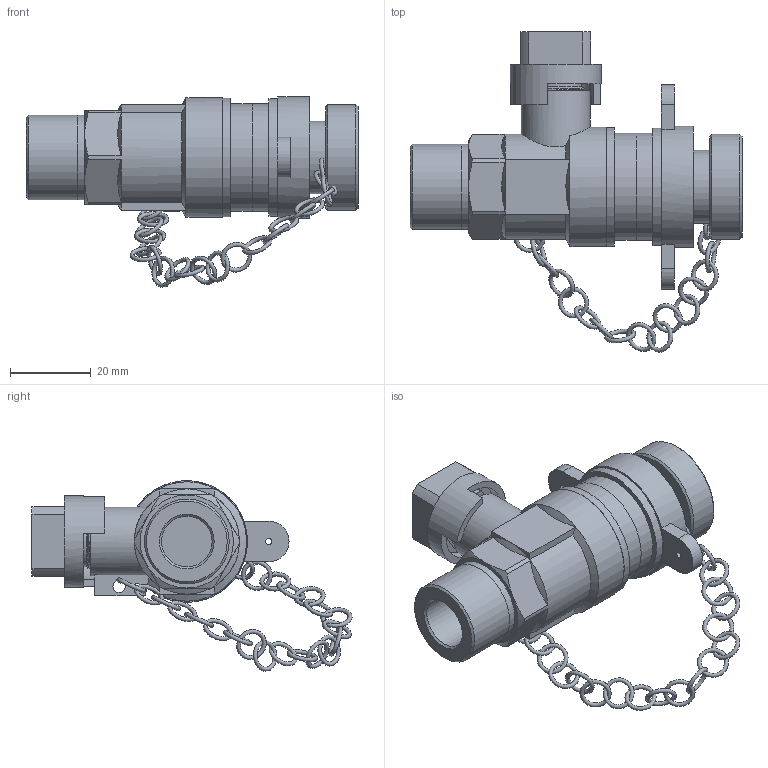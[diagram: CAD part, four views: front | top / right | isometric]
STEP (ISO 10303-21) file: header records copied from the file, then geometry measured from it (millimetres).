
FILE_DESCRIPTION(/* description */ ('Unknown'),/* implementation_level */ '2;1');
FILE_NAME(/* name */ '1534-04',/* time_stamp */ '2022-10-13T12:21:48+02:00',/* author */ ('Unknown'),/* organization */ ('Unknown'),/* preprocessor_version */ 'ST-DEVELOPER v16.7',/* originating_system */ 'Solid Edge',/* authorisation */ 'Unknown');
FILE_SCHEMA (('AUTOMOTIVE_DESIGN {1 0 10303 214 3 1 1}'));
Length unit declared in the file: millimetre
Products named in the file (36): 1534_m.Kette; Kette; kette.2.1; kette.1.1; kette.2.2; kette.1.2; kette.2.3; kette.1.3; kette.2.4; kette.1.4; kette.2.5; kette.1.5; kette.1.6; kette.1.2.1; kette.2.1.1; kette.2.6; kette.2.2.1; kette.1.1.1; kette.1.7; kette.1.2.2; kette.1.1.2; kette.2.1.2; kette.2.2.2; kette.2.7; kette.2; kette; kette.1; 1534_o.Kette_oa_0; 1514-01; S14; 1514-11; 1514-09; 1534-04_Verschlusskappe; 1514-05; 1514-02; 1514-10-schli_ckppe
Assembly tree (35 placements, depth 3):
  1534_m.Kette
    Kette
      kette.2.1
      kette.1.1
      kette.2.2
      kette.1.2
      kette.2.3
      kette.1.3
      kette.2.4
      kette.1.4
      kette.2.5
      kette.1.5
      kette.1.6
      kette.1.2.1
      kette.2.1.1
      kette.2.6
      kette.2.2.1
      kette.1.1.1
      kette.1.7
      kette.1.2.2
      kette.1.1.2
      kette.2.1.2
      kette.2.2.2
      kette.2.7
      kette.2
      kette
      kette.1
    1534_o.Kette_oa_0
      1514-01
      S14
      1514-11
      1514-09
      1534-04_Verschlusskappe
      1514-05
      1514-02
      1514-10-schli_ckppe
Bounding box: 82 x 79.05 x 47.05 mm (x, y, z)
Volume: 31828.8 mm3; surface area: 26270.6 mm2
Topology: 33 solids, 33 shells, 349 faces, 935 edges, 620 vertices
Faces by surface type: plane 110, cylinder 102, bspline 72, cone 35, torus 28, sphere 2
Full cylindrical faces by diameter (mm): 1.5 x3, 3 x1, 3.3 x11, 4 x13, 6.5 x1, 7.5 x1, 9 x3, 9.2 x1, 10.5 x1, 11 x1, 12.5 x5, 12.8 x1, 13 x2, 13.5 x1, 17 x1, 18 x3, 18.5 x1, 19 x1, 20.955 x2, 22.5 x4, 24.4 x4, 24.5 x1, 26 x1, 26.441 x2, 29 x1, 29.3 x1, 29.5 x1, 30 x1
Entity records: 21095 total; most frequent: CARTESIAN_POINT 12487, ORIENTED_EDGE 1500, DIRECTION 1159, EDGE_CURVE 750, VERTEX_POINT 585, AXIS2_PLACEMENT_3D 482, FACE_BOUND 423, EDGE_LOOP 397
